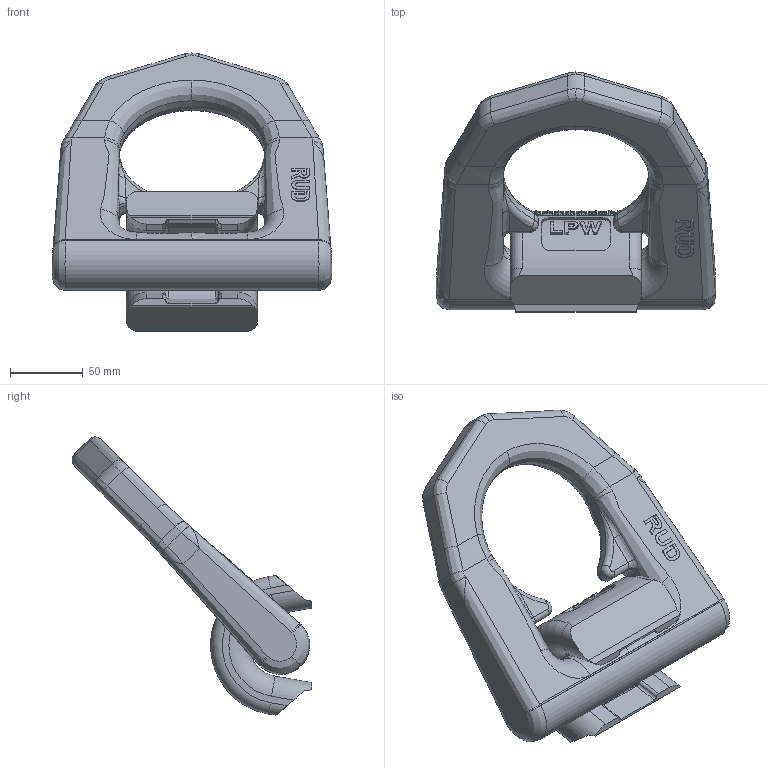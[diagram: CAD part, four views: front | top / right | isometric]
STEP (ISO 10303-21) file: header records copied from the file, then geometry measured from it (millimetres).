
FILE_DESCRIPTION((''),'2;1');
FILE_NAME('001-M35499-P7_ASM','2017-10-10T',('anja.joas'),(''),'PRO/ENGINEER BY PARAMETRIC TECHNOLOGY CORPORATION, 2011490','PRO/ENGINEER BY PARAMETRIC TECHNOLOGY CORPORATION, 2011490','');
FILE_SCHEMA(('CONFIG_CONTROL_DESIGN'));
Products named in the file (3): 001-M35499-P5; 001-M35499-P1; 001-M35499-P7_ASM
Assembly tree (2 placements, depth 2):
  001-M35499-P7_ASM
    001-M35499-P5
    001-M35499-P1
Bounding box: 192.19 x 164.66 x 191.05 mm (x, y, z)
Volume: 935801.4 mm3; surface area: 110718.7 mm2
Topology: 2 solids, 2 shells, 748 faces, 2024 edges, 1302 vertices
Faces by surface type: plane 514, cylinder 106, bspline 96, torus 20, extrusion 8, sphere 4
Entity records: 49615 total; most frequent: CARTESIAN_POINT 32570, ORIENTED_EDGE 4040, DIRECTION 2798, EDGE_CURVE 2020, VERTEX_POINT 1302, AXIS2_PLACEMENT_3D 981, B_SPLINE_CURVE_WITH_KNOTS 868, VECTOR 836
